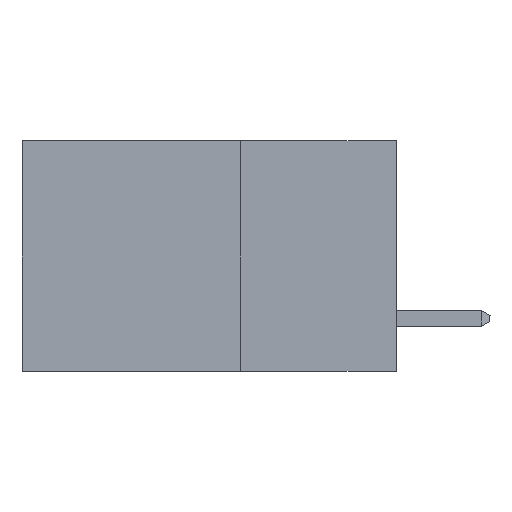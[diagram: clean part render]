
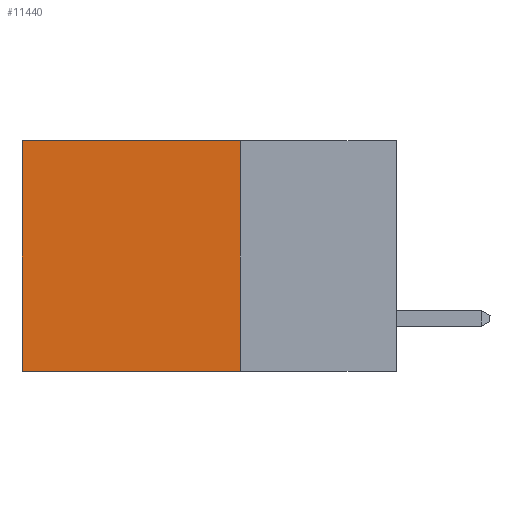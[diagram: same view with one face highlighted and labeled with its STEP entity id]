
A CAD part, left-side view. The second image highlights one B-rep face of the part: STEP entity #11440.
In plain terms, the highlighted planar face has unit normal (-1, 0, 0).
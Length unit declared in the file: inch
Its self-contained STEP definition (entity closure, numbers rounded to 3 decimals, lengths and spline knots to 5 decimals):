
#74 = VERTEX_POINT ( 'NONE', #14319 ) ;
#853 = VECTOR ( 'NONE', #2819, 39.37008 ) ;
#997 = CARTESIAN_POINT ( 'NONE',  ( 0.2615, 0.6, -0.37 ) ) ;
#2210 = FACE_OUTER_BOUND ( 'NONE', #13600, .T. ) ;
#2261 = VERTEX_POINT ( 'NONE', #2991 ) ;
#2445 = CARTESIAN_POINT ( 'NONE',  ( 0.2615, 0.25, -0.37 ) ) ;
#2819 = DIRECTION ( 'NONE',  ( 0., 1., 0. ) ) ;
#2991 = CARTESIAN_POINT ( 'NONE',  ( 0.2615, 0.25, -0.37 ) ) ;
#3335 = EDGE_CURVE ( 'NONE', #2261, #6801, #16000, .T. ) ;
#6101 = ORIENTED_EDGE ( 'NONE', *, *, #9509, .F. ) ;
#6135 = DIRECTION ( 'NONE',  ( 0., 0., -1. ) ) ;
#6691 = CARTESIAN_POINT ( 'NONE',  ( 0.2615, 0.25, 0. ) ) ;
#6801 = VERTEX_POINT ( 'NONE', #997 ) ;
#9187 = ORIENTED_EDGE ( 'NONE', *, *, #12263, .T. ) ;
#9509 = EDGE_CURVE ( 'NONE', #12792, #2261, #13267, .T. ) ;
#10346 = LINE ( 'NONE', #12866, #14060 ) ;
#11186 = VECTOR ( 'NONE', #6135, 39.37008 ) ;
#11440 = ADVANCED_FACE ( 'NONE', ( #2210 ), #15391, .F. ) ;
#11787 = DIRECTION ( 'NONE',  ( 0., 1., 0. ) ) ;
#12094 = CARTESIAN_POINT ( 'NONE',  ( 0.2615, 0.25, -0.37 ) ) ;
#12263 = EDGE_CURVE ( 'NONE', #74, #6801, #16424, .T. ) ;
#12792 = VERTEX_POINT ( 'NONE', #6691 ) ;
#12866 = CARTESIAN_POINT ( 'NONE',  ( 0.2615, 0.25, 0. ) ) ;
#12875 = VECTOR ( 'NONE', #14821, 39.37008 ) ;
#13267 = LINE ( 'NONE', #12094, #12875 ) ;
#13600 = EDGE_LOOP ( 'NONE', ( #9187, #17260, #6101, #16524 ) ) ;
#13732 = CARTESIAN_POINT ( 'NONE',  ( 0.2615, 0.6, -0.37 ) ) ;
#13948 = AXIS2_PLACEMENT_3D ( 'NONE', #16907, #16810, #18319 ) ;
#14060 = VECTOR ( 'NONE', #11787, 39.37008 ) ;
#14319 = CARTESIAN_POINT ( 'NONE',  ( 0.2615, 0.6, 0. ) ) ;
#14821 = DIRECTION ( 'NONE',  ( 0., 0., -1. ) ) ;
#15391 = PLANE ( 'NONE',  #13948 ) ;
#16000 = LINE ( 'NONE', #2445, #853 ) ;
#16424 = LINE ( 'NONE', #13732, #11186 ) ;
#16524 = ORIENTED_EDGE ( 'NONE', *, *, #17297, .T. ) ;
#16810 = DIRECTION ( 'NONE',  ( 1., 0., 0. ) ) ;
#16907 = CARTESIAN_POINT ( 'NONE',  ( 0.2615, 0.25, -0.37 ) ) ;
#17260 = ORIENTED_EDGE ( 'NONE', *, *, #3335, .F. ) ;
#17297 = EDGE_CURVE ( 'NONE', #12792, #74, #10346, .T. ) ;
#18319 = DIRECTION ( 'NONE',  ( 0., 0., -1. ) ) ;
